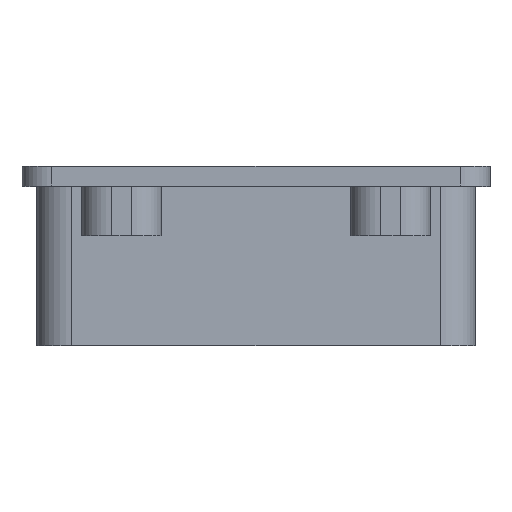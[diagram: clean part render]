
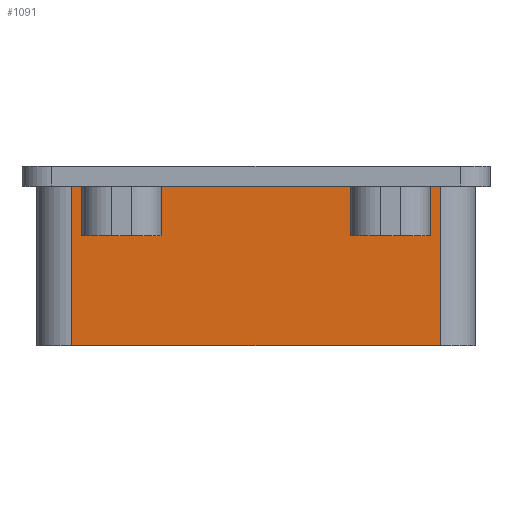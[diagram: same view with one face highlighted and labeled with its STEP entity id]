
A CAD part, top view. The second image highlights one B-rep face of the part: STEP entity #1091.
In plain terms, the highlighted planar face has unit normal (0, 0, 1).
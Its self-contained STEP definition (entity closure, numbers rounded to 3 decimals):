
#51=PLANE('',#1212);
#102=FACE_OUTER_BOUND('',#170,.T.);
#170=EDGE_LOOP('',(#922,#923,#924,#925));
#228=LINE('',#1687,#328);
#269=LINE('',#1824,#369);
#271=LINE('',#1828,#371);
#272=LINE('',#1829,#372);
#328=VECTOR('',#1358,10.);
#369=VECTOR('',#1493,10.);
#371=VECTOR('',#1497,10.);
#372=VECTOR('',#1498,10.);
#488=VERTEX_POINT('',#1684);
#489=VERTEX_POINT('',#1686);
#537=VERTEX_POINT('',#1821);
#539=VERTEX_POINT('',#1827);
#610=EDGE_CURVE('',#488,#489,#228,.T.);
#677=EDGE_CURVE('',#537,#488,#269,.T.);
#679=EDGE_CURVE('',#539,#537,#271,.T.);
#680=EDGE_CURVE('',#539,#489,#272,.T.);
#922=ORIENTED_EDGE('',*,*,#679,.F.);
#923=ORIENTED_EDGE('',*,*,#680,.T.);
#924=ORIENTED_EDGE('',*,*,#610,.F.);
#925=ORIENTED_EDGE('',*,*,#677,.F.);
#1091=ADVANCED_FACE('',(#102),#51,.T.);
#1212=AXIS2_PLACEMENT_3D('',#1826,#1495,#1496);
#1358=DIRECTION('',(-1.,0.,0.));
#1493=DIRECTION('',(0.,-1.,0.));
#1495=DIRECTION('center_axis',(0.,0.,1.));
#1496=DIRECTION('ref_axis',(-1.,0.,0.));
#1497=DIRECTION('',(1.,0.,0.));
#1498=DIRECTION('',(0.,-1.,0.));
#1684=CARTESIAN_POINT('',(42.,-18.,21.1));
#1686=CARTESIAN_POINT('',(5.,-18.,21.1));
#1687=CARTESIAN_POINT('',(5.,-18.,21.1));
#1821=CARTESIAN_POINT('',(42.,-2.,21.1));
#1824=CARTESIAN_POINT('',(42.,-2.,21.1));
#1826=CARTESIAN_POINT('Origin',(42.,-2.,21.1));
#1827=CARTESIAN_POINT('',(5.,-2.,21.1));
#1828=CARTESIAN_POINT('',(32.75,-2.,21.1));
#1829=CARTESIAN_POINT('',(5.,-2.,21.1));
